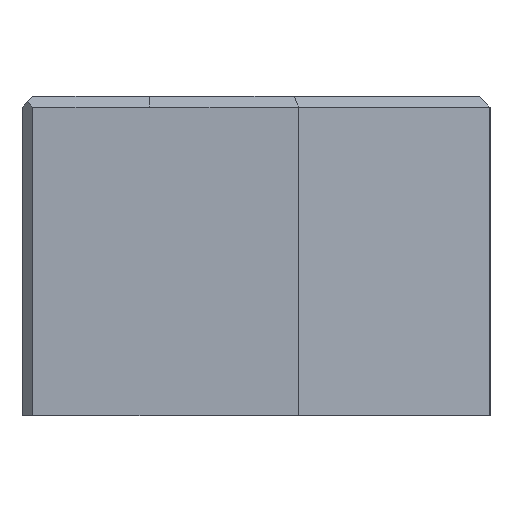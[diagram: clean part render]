
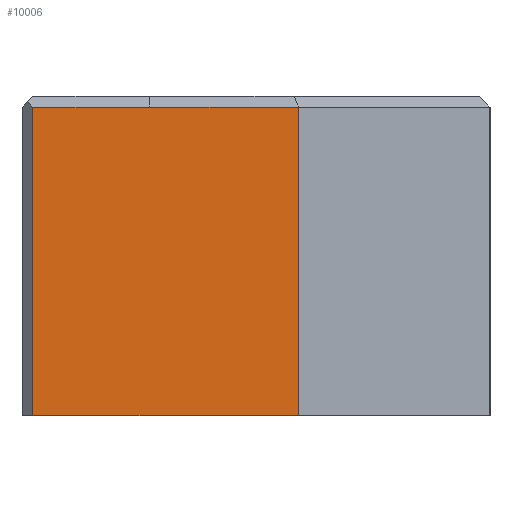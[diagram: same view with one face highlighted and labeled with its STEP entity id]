
A CAD part, left-side view. The second image highlights one B-rep face of the part: STEP entity #10006.
In plain terms, the highlighted planar face has unit normal (-1, 0, 0).
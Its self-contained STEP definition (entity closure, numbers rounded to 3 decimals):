
#9809=CARTESIAN_POINT('Vertex',(0.,-15.,-15.)) ;
#9812=CARTESIAN_POINT('Line Origine',(0.,-2.5,-15.)) ;
#9816=CARTESIAN_POINT('Vertex',(0.,10.,-15.)) ;
#9938=CARTESIAN_POINT('Line Origine',(0.,10.,0.)) ;
#9942=CARTESIAN_POINT('Vertex',(0.,10.,14.)) ;
#9962=CARTESIAN_POINT('Line Origine',(0.,-10.5,14.)) ;
#9966=CARTESIAN_POINT('Vertex',(0.,-1.,14.)) ;
#9982=CARTESIAN_POINT('Axis2P3D Location',(0.,0.,0.)) ;
#9987=CARTESIAN_POINT('Line Origine',(0.,-15.,-0.5)) ;
#9991=CARTESIAN_POINT('Vertex',(0.,-15.,14.)) ;
#9994=CARTESIAN_POINT('Line Origine',(0.,-8.,14.)) ;
#9813=DIRECTION('Vector Direction',(0.,-1.,0.)) ;
#9939=DIRECTION('Vector Direction',(0.,0.,-1.)) ;
#9963=DIRECTION('Vector Direction',(0.,1.,0.)) ;
#9983=DIRECTION('Axis2P3D Direction',(-1.,0.,0.)) ;
#9984=DIRECTION('Axis2P3D XDirection',(0.,-1.,0.)) ;
#9988=DIRECTION('Vector Direction',(0.,0.,1.)) ;
#9995=DIRECTION('Vector Direction',(0.,1.,0.)) ;
#9985=AXIS2_PLACEMENT_3D('Plane Axis2P3D',#9982,#9983,#9984) ;
#10000=ORIENTED_EDGE('',*,*,#9818,.T.) ;
#10001=ORIENTED_EDGE('',*,*,#9993,.T.) ;
#10002=ORIENTED_EDGE('',*,*,#9998,.F.) ;
#10003=ORIENTED_EDGE('',*,*,#9968,.F.) ;
#10004=ORIENTED_EDGE('',*,*,#9944,.T.) ;
#9814=VECTOR('Line Direction',#9813,1.) ;
#9940=VECTOR('Line Direction',#9939,1.) ;
#9964=VECTOR('Line Direction',#9963,1.) ;
#9989=VECTOR('Line Direction',#9988,1.) ;
#9996=VECTOR('Line Direction',#9995,1.) ;
#10006=ADVANCED_FACE('PartBody',(#10005),#9986,.T.) ;
#9818=EDGE_CURVE('',#9817,#9810,#9815,.T.) ;
#9944=EDGE_CURVE('',#9943,#9817,#9941,.T.) ;
#9968=EDGE_CURVE('',#9943,#9967,#9965,.F.) ;
#9993=EDGE_CURVE('',#9810,#9992,#9990,.T.) ;
#9998=EDGE_CURVE('',#9967,#9992,#9997,.F.) ;
#9999=EDGE_LOOP('',(#10000,#10001,#10002,#10003,#10004)) ;
#10005=FACE_OUTER_BOUND('',#9999,.T.) ;
#9815=LINE('Line',#9812,#9814) ;
#9941=LINE('Line',#9938,#9940) ;
#9965=LINE('Line',#9962,#9964) ;
#9990=LINE('Line',#9987,#9989) ;
#9997=LINE('Line',#9994,#9996) ;
#9986=PLANE('Plane',#9985) ;
#9810=VERTEX_POINT('',#9809) ;
#9817=VERTEX_POINT('',#9816) ;
#9943=VERTEX_POINT('',#9942) ;
#9967=VERTEX_POINT('',#9966) ;
#9992=VERTEX_POINT('',#9991) ;
